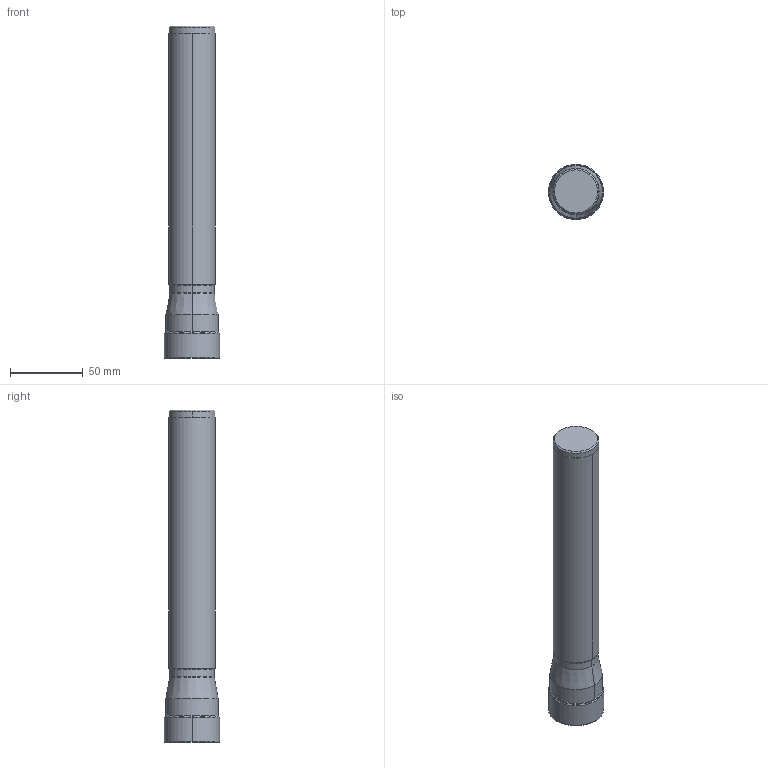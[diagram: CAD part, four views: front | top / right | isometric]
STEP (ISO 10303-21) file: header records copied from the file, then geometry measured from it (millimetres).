
FILE_DESCRIPTION(/* description */ (''),/* implementation_level */ '2;1');
FILE_NAME(/* name */ 'AXD4000UR243SA20LA_IR0_016.stp',/* time_stamp */ '2023-03-30T13:05:53+09:00',/* author */ (''),/* organization */ (''),/* preprocessor_version */ 'ST-DEVELOPER v16',/* originating_system */ 'SIEMENS PLM Software NX 10.0',/* authorisation */ '');
FILE_SCHEMA (('AUTOMOTIVE_DESIGN { 1 0 10303 214 3 1 1 1 }'));
Length unit declared in the file: millimetre
Products named in the file (1): AXD4000UR243SA20LA_IR0_016_ASM
Bounding box: 38.1 x 38.1 x 228.6 mm (x, y, z)
Volume: 200652.3 mm3; surface area: 29848.7 mm2
Topology: 2 solids, 2 shells, 64 faces, 146 edges, 103 vertices
Faces by surface type: cone 24, torus 24, cylinder 10, plane 6
Entity records: 1948 total; most frequent: DIRECTION 390, CARTESIAN_POINT 311, ORIENTED_EDGE 264, AXIS2_PLACEMENT_3D 174, EDGE_CURVE 132, CIRCLE 102, VERTEX_POINT 74, EDGE_LOOP 68
